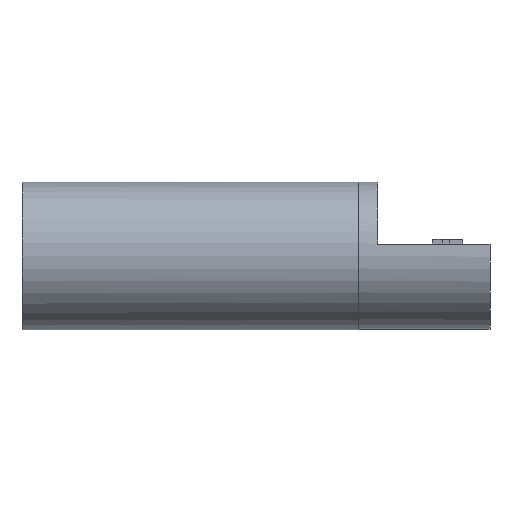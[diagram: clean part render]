
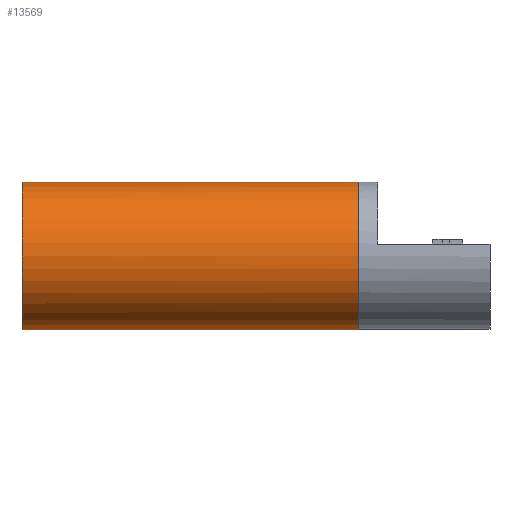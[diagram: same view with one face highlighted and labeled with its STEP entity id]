
A CAD part, left-side view. The second image highlights one B-rep face of the part: STEP entity #13569.
In plain terms, the highlighted cylindrical face has radius 1.58 mm (diameter 3.16 mm), a partial arc.
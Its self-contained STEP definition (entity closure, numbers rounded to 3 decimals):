
#262 = CARTESIAN_POINT ( 'NONE',  ( 11.301, 25.378, -3.353 ) ) ;
#355 = EDGE_CURVE ( 'NONE', #10029, #674, #4798, .T. ) ;
#361 = ORIENTED_EDGE ( 'NONE', *, *, #11279, .T. ) ;
#512 = VERTEX_POINT ( 'NONE', #4161 ) ;
#516 = VECTOR ( 'NONE', #13001, 1000. ) ;
#612 = FACE_OUTER_BOUND ( 'NONE', #14195, .T. ) ;
#674 = VERTEX_POINT ( 'NONE', #2250 ) ;
#914 = CARTESIAN_POINT ( 'NONE',  ( 11.319, 25.376, -6.513 ) ) ;
#965 = CARTESIAN_POINT ( 'NONE',  ( 11.292, 25.378, -6.513 ) ) ;
#986 = VERTEX_POINT ( 'NONE', #965 ) ;
#1823 = EDGE_CURVE ( 'NONE', #11223, #10029, #14345, .T. ) ;
#1937 = DIRECTION ( 'NONE',  ( 0., 1., 0. ) ) ;
#2250 = CARTESIAN_POINT ( 'NONE',  ( 11.319, 25.376, -3.353 ) ) ;
#2672 = ORIENTED_EDGE ( 'NONE', *, *, #355, .T. ) ;
#2772 = B_SPLINE_CURVE_WITH_KNOTS ( 'NONE', 3,
 ( #6226, #11043, #262, #14681 ),
 .UNSPECIFIED., .F., .F.,
 ( 4, 4 ),
 ( 0., 0. ),
 .UNSPECIFIED. ) ;
#3196 = CARTESIAN_POINT ( 'NONE',  ( 11.31, 25.377, -6.513 ) ) ;
#3616 = DIRECTION ( 'NONE',  ( 0., 1., 0. ) ) ;
#3982 = B_SPLINE_CURVE_WITH_KNOTS ( 'NONE', 3,
 ( #15167, #12731, #3196, #914 ),
 .UNSPECIFIED., .F., .F.,
 ( 4, 4 ),
 ( 0., 0. ),
 .UNSPECIFIED. ) ;
#4161 = CARTESIAN_POINT ( 'NONE',  ( 11.292, 25.378, -3.353 ) ) ;
#4798 = LINE ( 'NONE', #15285, #516 ) ;
#5414 = CYLINDRICAL_SURFACE ( 'NONE', #8341, 1.58 ) ;
#5484 = DIRECTION ( 'NONE',  ( 0., 1., 0. ) ) ;
#5634 = LINE ( 'NONE', #9176, #10657 ) ;
#5956 = DIRECTION ( 'NONE',  ( 0., 1., 0. ) ) ;
#6037 = DIRECTION ( 'NONE',  ( 0., 0., -1. ) ) ;
#6226 = CARTESIAN_POINT ( 'NONE',  ( 11.319, 25.376, -3.353 ) ) ;
#6326 = CARTESIAN_POINT ( 'NONE',  ( 11.319, 18.178, -6.513 ) ) ;
#6729 = CARTESIAN_POINT ( 'NONE',  ( 11.319, 18.178, -4.933 ) ) ;
#6803 = ORIENTED_EDGE ( 'NONE', *, *, #9338, .F. ) ;
#7047 = DIRECTION ( 'NONE',  ( 0., 0., 1. ) ) ;
#8341 = AXIS2_PLACEMENT_3D ( 'NONE', #6729, #5484, #12818 ) ;
#8581 = EDGE_CURVE ( 'NONE', #674, #512, #2772, .T. ) ;
#9176 = CARTESIAN_POINT ( 'NONE',  ( 11.319, 18.178, -6.513 ) ) ;
#9263 = VERTEX_POINT ( 'NONE', #12836 ) ;
#9338 = EDGE_CURVE ( 'NONE', #986, #512, #11345, .T. ) ;
#10029 = VERTEX_POINT ( 'NONE', #12859 ) ;
#10635 = ORIENTED_EDGE ( 'NONE', *, *, #8581, .T. ) ;
#10657 = VECTOR ( 'NONE', #1937, 1000. ) ;
#11043 = CARTESIAN_POINT ( 'NONE',  ( 11.31, 25.377, -3.353 ) ) ;
#11223 = VERTEX_POINT ( 'NONE', #6326 ) ;
#11279 = EDGE_CURVE ( 'NONE', #986, #9263, #3982, .T. ) ;
#11345 = CIRCLE ( 'NONE', #15128, 1.58 ) ;
#12037 = ORIENTED_EDGE ( 'NONE', *, *, #15238, .F. ) ;
#12491 = ORIENTED_EDGE ( 'NONE', *, *, #1823, .T. ) ;
#12731 = CARTESIAN_POINT ( 'NONE',  ( 11.301, 25.378, -6.513 ) ) ;
#12818 = DIRECTION ( 'NONE',  ( 0., 0., 1. ) ) ;
#12836 = CARTESIAN_POINT ( 'NONE',  ( 11.319, 25.376, -6.513 ) ) ;
#12859 = CARTESIAN_POINT ( 'NONE',  ( 11.319, 18.178, -3.353 ) ) ;
#13001 = DIRECTION ( 'NONE',  ( 0., 1., 0. ) ) ;
#13154 = CARTESIAN_POINT ( 'NONE',  ( 11.319, 25.378, -4.933 ) ) ;
#13569 = ADVANCED_FACE ( 'NONE', ( #612 ), #5414, .T. ) ;
#14093 = AXIS2_PLACEMENT_3D ( 'NONE', #15570, #5956, #7047 ) ;
#14195 = EDGE_LOOP ( 'NONE', ( #2672, #10635, #6803, #361, #12037, #12491 ) ) ;
#14345 = CIRCLE ( 'NONE', #14093, 1.58 ) ;
#14681 = CARTESIAN_POINT ( 'NONE',  ( 11.292, 25.378, -3.353 ) ) ;
#15128 = AXIS2_PLACEMENT_3D ( 'NONE', #13154, #3616, #6037 ) ;
#15167 = CARTESIAN_POINT ( 'NONE',  ( 11.292, 25.378, -6.513 ) ) ;
#15238 = EDGE_CURVE ( 'NONE', #11223, #9263, #5634, .T. ) ;
#15285 = CARTESIAN_POINT ( 'NONE',  ( 11.319, 18.178, -3.353 ) ) ;
#15570 = CARTESIAN_POINT ( 'NONE',  ( 11.319, 18.178, -4.933 ) ) ;
